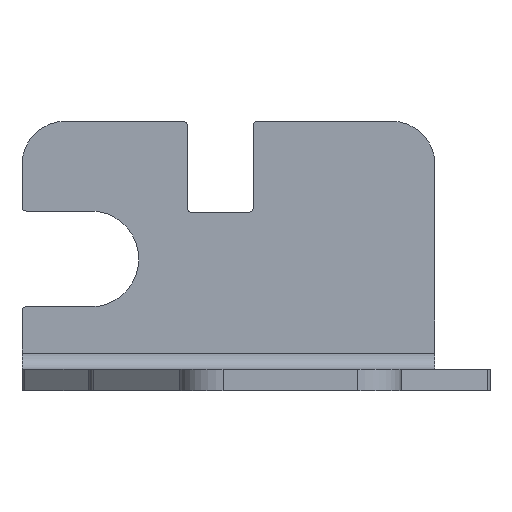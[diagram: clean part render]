
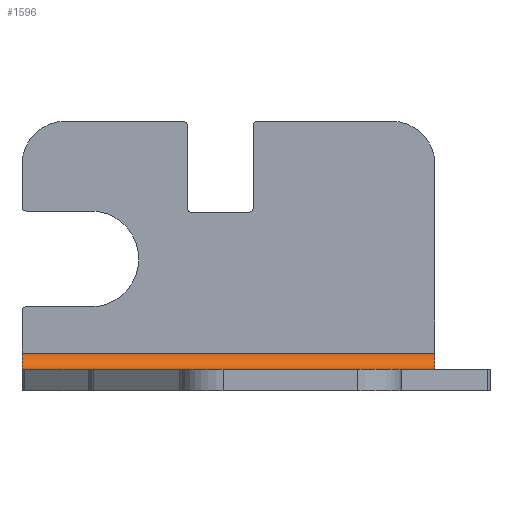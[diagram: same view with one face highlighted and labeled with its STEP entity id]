
A CAD part, front view. The second image highlights one B-rep face of the part: STEP entity #1596.
In plain terms, the highlighted cylindrical face has radius 0.737 mm (diameter 1.473 mm), a partial arc.
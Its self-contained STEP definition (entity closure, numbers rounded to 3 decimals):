
#41 = VECTOR ( 'NONE', #1211, 1000. ) ;
#204 = DIRECTION ( 'NONE',  ( 1., 0., 0. ) ) ;
#225 = DIRECTION ( 'NONE',  ( 0., -1., 0. ) ) ;
#314 = VERTEX_POINT ( 'NONE', #452 ) ;
#452 = CARTESIAN_POINT ( 'NONE',  ( 19.05, 0., 0.737 ) ) ;
#531 = CARTESIAN_POINT ( 'NONE',  ( 0., -0.737, 0.737 ) ) ;
#557 = CARTESIAN_POINT ( 'NONE',  ( 19.05, 0., 0.737 ) ) ;
#675 = CARTESIAN_POINT ( 'NONE',  ( 19.05, -0.737, 0.737 ) ) ;
#732 = CYLINDRICAL_SURFACE ( 'NONE', #1021, 0.737 ) ;
#742 = FACE_OUTER_BOUND ( 'NONE', #1126, .T. ) ;
#758 = EDGE_CURVE ( 'NONE', #759, #314, #1517, .T. ) ;
#759 = VERTEX_POINT ( 'NONE', #1933 ) ;
#814 = VERTEX_POINT ( 'NONE', #1613 ) ;
#828 = DIRECTION ( 'NONE',  ( 0., -1., 0. ) ) ;
#873 = AXIS2_PLACEMENT_3D ( 'NONE', #675, #204, #828 ) ;
#906 = LINE ( 'NONE', #1670, #955 ) ;
#955 = VECTOR ( 'NONE', #1190, 1000. ) ;
#1015 = EDGE_CURVE ( 'NONE', #1069, #759, #906, .T. ) ;
#1021 = AXIS2_PLACEMENT_3D ( 'NONE', #1360, #1676, #1516 ) ;
#1060 = AXIS2_PLACEMENT_3D ( 'NONE', #531, #1741, #225 ) ;
#1069 = VERTEX_POINT ( 'NONE', #1553 ) ;
#1126 = EDGE_LOOP ( 'NONE', ( #1158, #1851, #1740, #1357 ) ) ;
#1158 = ORIENTED_EDGE ( 'NONE', *, *, #1015, .T. ) ;
#1190 = DIRECTION ( 'NONE',  ( 1., 0., 0. ) ) ;
#1211 = DIRECTION ( 'NONE',  ( -1., 0., 0. ) ) ;
#1357 = ORIENTED_EDGE ( 'NONE', *, *, #1814, .T. ) ;
#1360 = CARTESIAN_POINT ( 'NONE',  ( 0., -0.737, 0.737 ) ) ;
#1516 = DIRECTION ( 'NONE',  ( 0., 1., 0. ) ) ;
#1517 = CIRCLE ( 'NONE', #873, 0.737 ) ;
#1547 = EDGE_CURVE ( 'NONE', #314, #814, #1992, .T. ) ;
#1553 = CARTESIAN_POINT ( 'NONE',  ( 0., -0.737, 0. ) ) ;
#1596 = ADVANCED_FACE ( 'NONE', ( #742 ), #732, .F. ) ;
#1613 = CARTESIAN_POINT ( 'NONE',  ( 0., 0., 0.737 ) ) ;
#1670 = CARTESIAN_POINT ( 'NONE',  ( 0., -0.737, 0. ) ) ;
#1676 = DIRECTION ( 'NONE',  ( -1., 0., 0. ) ) ;
#1680 = CIRCLE ( 'NONE', #1060, 0.737 ) ;
#1740 = ORIENTED_EDGE ( 'NONE', *, *, #1547, .T. ) ;
#1741 = DIRECTION ( 'NONE',  ( -1., 0., 0. ) ) ;
#1814 = EDGE_CURVE ( 'NONE', #814, #1069, #1680, .T. ) ;
#1851 = ORIENTED_EDGE ( 'NONE', *, *, #758, .T. ) ;
#1933 = CARTESIAN_POINT ( 'NONE',  ( 19.05, -0.737, 0. ) ) ;
#1992 = LINE ( 'NONE', #557, #41 ) ;
